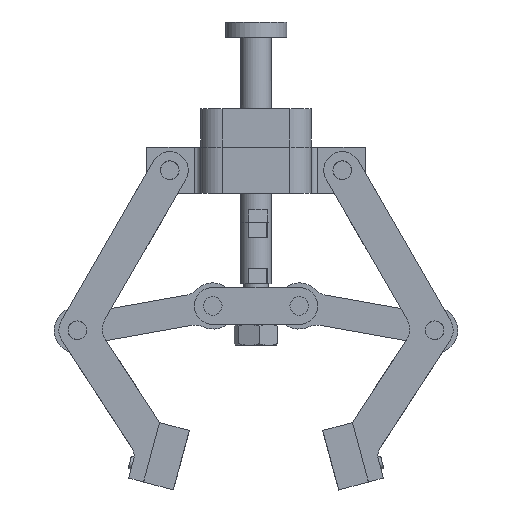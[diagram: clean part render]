
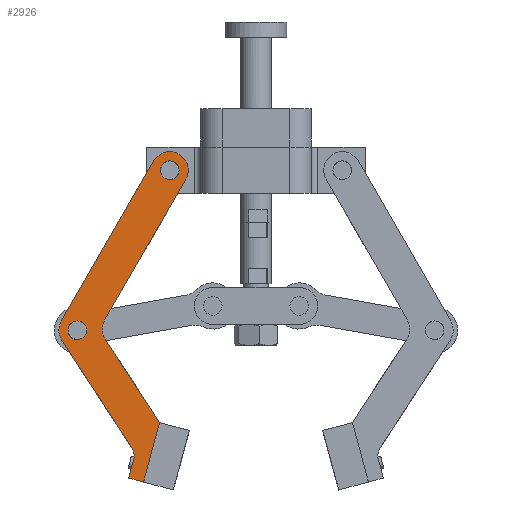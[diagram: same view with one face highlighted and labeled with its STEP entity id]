
A CAD part, front view. The second image highlights one B-rep face of the part: STEP entity #2926.
In plain terms, the highlighted face is planar.
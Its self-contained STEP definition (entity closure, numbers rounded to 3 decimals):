
#1309=CARTESIAN_POINT('Vertex',(10.,6.659,90.148)) ;
#1312=CARTESIAN_POINT('Line Origine',(10.,22.099,76.284)) ;
#1316=CARTESIAN_POINT('Vertex',(10.,37.538,62.42)) ;
#1611=CARTESIAN_POINT('Vertex',(10.,5.,93.868)) ;
#1614=CARTESIAN_POINT('Axis2P3D Location',(10.,10.,93.868)) ;
#1974=CARTESIAN_POINT('Vertex',(10.,5.,100.)) ;
#1977=CARTESIAN_POINT('Line Origine',(10.,5.,96.934)) ;
#2035=CARTESIAN_POINT('Vertex',(10.,24.041,58.412)) ;
#2038=CARTESIAN_POINT('Line Origine',(10.,12.02,69.206)) ;
#2042=CARTESIAN_POINT('Vertex',(10.,0.,80.)) ;
#2241=CARTESIAN_POINT('Vertex',(10.,39.325,56.403)) ;
#2244=CARTESIAN_POINT('Line Origine',(10.,31.56,27.425)) ;
#2248=CARTESIAN_POINT('Vertex',(10.,23.796,-1.553)) ;
#2385=CARTESIAN_POINT('Vertex',(10.,25.827,52.395)) ;
#2388=CARTESIAN_POINT('Axis2P3D Location',(10.,20.032,53.948)) ;
#2550=CARTESIAN_POINT('Vertex',(10.,36.529,57.956)) ;
#2553=CARTESIAN_POINT('Axis2P3D Location',(10.,33.529,57.956)) ;
#2557=CARTESIAN_POINT('Vertex',(10.,30.529,57.956)) ;
#2577=CARTESIAN_POINT('Axis2P3D Location',(10.,33.529,57.956)) ;
#2602=CARTESIAN_POINT('Vertex',(10.,21.,0.)) ;
#2605=CARTESIAN_POINT('Axis2P3D Location',(10.,18.,0.)) ;
#2609=CARTESIAN_POINT('Vertex',(10.,15.,0.)) ;
#2629=CARTESIAN_POINT('Axis2P3D Location',(10.,18.,0.)) ;
#2701=CARTESIAN_POINT('Axis2P3D Location',(10.,18.,0.)) ;
#2705=CARTESIAN_POINT('Vertex',(10.,12.204,1.553)) ;
#2729=CARTESIAN_POINT('Vertex',(10.,0.,100.)) ;
#2732=CARTESIAN_POINT('Line Origine',(10.,2.5,100.)) ;
#2761=CARTESIAN_POINT('Line Origine',(10.,19.016,26.974)) ;
#2883=CARTESIAN_POINT('Axis2P3D Location',(10.,33.529,57.956)) ;
#2895=CARTESIAN_POINT('Axis2P3D Location',(10.,0.,0.)) ;
#2900=CARTESIAN_POINT('Line Origine',(10.,0.,90.)) ;
#1313=DIRECTION('Vector Direction',(0.,-0.744,0.668)) ;
#1615=DIRECTION('Axis2P3D Direction',(1.,0.,0.)) ;
#1978=DIRECTION('Vector Direction',(0.,0.,-1.)) ;
#2039=DIRECTION('Vector Direction',(0.,0.744,-0.668)) ;
#2245=DIRECTION('Vector Direction',(0.,-0.259,-0.966)) ;
#2389=DIRECTION('Axis2P3D Direction',(1.,0.,0.)) ;
#2554=DIRECTION('Axis2P3D Direction',(1.,0.,0.)) ;
#2578=DIRECTION('Axis2P3D Direction',(1.,0.,0.)) ;
#2606=DIRECTION('Axis2P3D Direction',(1.,0.,0.)) ;
#2630=DIRECTION('Axis2P3D Direction',(1.,0.,0.)) ;
#2702=DIRECTION('Axis2P3D Direction',(1.,0.,0.)) ;
#2733=DIRECTION('Vector Direction',(0.,1.,0.)) ;
#2762=DIRECTION('Vector Direction',(0.,0.259,0.966)) ;
#2884=DIRECTION('Axis2P3D Direction',(1.,0.,0.)) ;
#2896=DIRECTION('Axis2P3D Direction',(1.,0.,0.)) ;
#2897=DIRECTION('Axis2P3D XDirection',(0.,1.,0.)) ;
#2901=DIRECTION('Vector Direction',(0.,0.,-1.)) ;
#1616=AXIS2_PLACEMENT_3D('Circle Axis2P3D',#1614,#1615,$) ;
#2390=AXIS2_PLACEMENT_3D('Circle Axis2P3D',#2388,#2389,$) ;
#2555=AXIS2_PLACEMENT_3D('Circle Axis2P3D',#2553,#2554,$) ;
#2579=AXIS2_PLACEMENT_3D('Circle Axis2P3D',#2577,#2578,$) ;
#2607=AXIS2_PLACEMENT_3D('Circle Axis2P3D',#2605,#2606,$) ;
#2631=AXIS2_PLACEMENT_3D('Circle Axis2P3D',#2629,#2630,$) ;
#2703=AXIS2_PLACEMENT_3D('Circle Axis2P3D',#2701,#2702,$) ;
#2885=AXIS2_PLACEMENT_3D('Circle Axis2P3D',#2883,#2884,$) ;
#2898=AXIS2_PLACEMENT_3D('Plane Axis2P3D',#2895,#2896,#2897) ;
#2906=ORIENTED_EDGE('',*,*,#2707,.T.) ;
#2907=ORIENTED_EDGE('',*,*,#2250,.T.) ;
#2908=ORIENTED_EDGE('',*,*,#2887,.T.) ;
#2909=ORIENTED_EDGE('',*,*,#1318,.T.) ;
#2910=ORIENTED_EDGE('',*,*,#1618,.T.) ;
#2911=ORIENTED_EDGE('',*,*,#1981,.T.) ;
#2912=ORIENTED_EDGE('',*,*,#2736,.T.) ;
#2913=ORIENTED_EDGE('',*,*,#2904,.T.) ;
#2914=ORIENTED_EDGE('',*,*,#2044,.T.) ;
#2915=ORIENTED_EDGE('',*,*,#2392,.T.) ;
#2916=ORIENTED_EDGE('',*,*,#2765,.T.) ;
#2919=ORIENTED_EDGE('',*,*,#2633,.F.) ;
#2920=ORIENTED_EDGE('',*,*,#2611,.F.) ;
#2923=ORIENTED_EDGE('',*,*,#2581,.F.) ;
#2924=ORIENTED_EDGE('',*,*,#2559,.F.) ;
#2921=FACE_BOUND('',#2918,.T.) ;
#2925=FACE_BOUND('',#2922,.T.) ;
#1314=VECTOR('Line Direction',#1313,1.) ;
#1979=VECTOR('Line Direction',#1978,1.) ;
#2040=VECTOR('Line Direction',#2039,1.) ;
#2246=VECTOR('Line Direction',#2245,1.) ;
#2734=VECTOR('Line Direction',#2733,1.) ;
#2763=VECTOR('Line Direction',#2762,1.) ;
#2902=VECTOR('Line Direction',#2901,1.) ;
#2926=ADVANCED_FACE('PartBody',(#2917,#2921,#2925),#2899,.T.) ;
#1617=CIRCLE('generated circle',#1616,5.) ;
#2391=CIRCLE('generated circle',#2390,6.) ;
#2556=CIRCLE('generated circle',#2555,3.) ;
#2580=CIRCLE('generated circle',#2579,3.) ;
#2608=CIRCLE('generated circle',#2607,3.) ;
#2632=CIRCLE('generated circle',#2631,3.) ;
#2704=CIRCLE('generated circle',#2703,6.) ;
#2886=CIRCLE('generated circle',#2885,6.) ;
#1318=EDGE_CURVE('',#1317,#1310,#1315,.T.) ;
#1618=EDGE_CURVE('',#1310,#1612,#1617,.F.) ;
#1981=EDGE_CURVE('',#1612,#1975,#1980,.F.) ;
#2044=EDGE_CURVE('',#2043,#2036,#2041,.T.) ;
#2250=EDGE_CURVE('',#2249,#2242,#2247,.F.) ;
#2392=EDGE_CURVE('',#2036,#2386,#2391,.F.) ;
#2559=EDGE_CURVE('',#2551,#2558,#2556,.T.) ;
#2581=EDGE_CURVE('',#2558,#2551,#2580,.T.) ;
#2611=EDGE_CURVE('',#2603,#2610,#2608,.T.) ;
#2633=EDGE_CURVE('',#2610,#2603,#2632,.T.) ;
#2707=EDGE_CURVE('',#2706,#2249,#2704,.T.) ;
#2736=EDGE_CURVE('',#1975,#2730,#2735,.F.) ;
#2765=EDGE_CURVE('',#2386,#2706,#2764,.F.) ;
#2887=EDGE_CURVE('',#2242,#1317,#2886,.T.) ;
#2904=EDGE_CURVE('',#2730,#2043,#2903,.T.) ;
#2905=EDGE_LOOP('',(#2906,#2907,#2908,#2909,#2910,#2911,#2912,#2913,#2914,#2915,#2916)) ;
#2918=EDGE_LOOP('',(#2919,#2920)) ;
#2922=EDGE_LOOP('',(#2923,#2924)) ;
#2917=FACE_OUTER_BOUND('',#2905,.T.) ;
#1315=LINE('Line',#1312,#1314) ;
#1980=LINE('Line',#1977,#1979) ;
#2041=LINE('Line',#2038,#2040) ;
#2247=LINE('Line',#2244,#2246) ;
#2735=LINE('Line',#2732,#2734) ;
#2764=LINE('Line',#2761,#2763) ;
#2903=LINE('Line',#2900,#2902) ;
#2899=PLANE('Plane',#2898) ;
#1310=VERTEX_POINT('',#1309) ;
#1317=VERTEX_POINT('',#1316) ;
#1612=VERTEX_POINT('',#1611) ;
#1975=VERTEX_POINT('',#1974) ;
#2036=VERTEX_POINT('',#2035) ;
#2043=VERTEX_POINT('',#2042) ;
#2242=VERTEX_POINT('',#2241) ;
#2249=VERTEX_POINT('',#2248) ;
#2386=VERTEX_POINT('',#2385) ;
#2551=VERTEX_POINT('',#2550) ;
#2558=VERTEX_POINT('',#2557) ;
#2603=VERTEX_POINT('',#2602) ;
#2610=VERTEX_POINT('',#2609) ;
#2706=VERTEX_POINT('',#2705) ;
#2730=VERTEX_POINT('',#2729) ;
